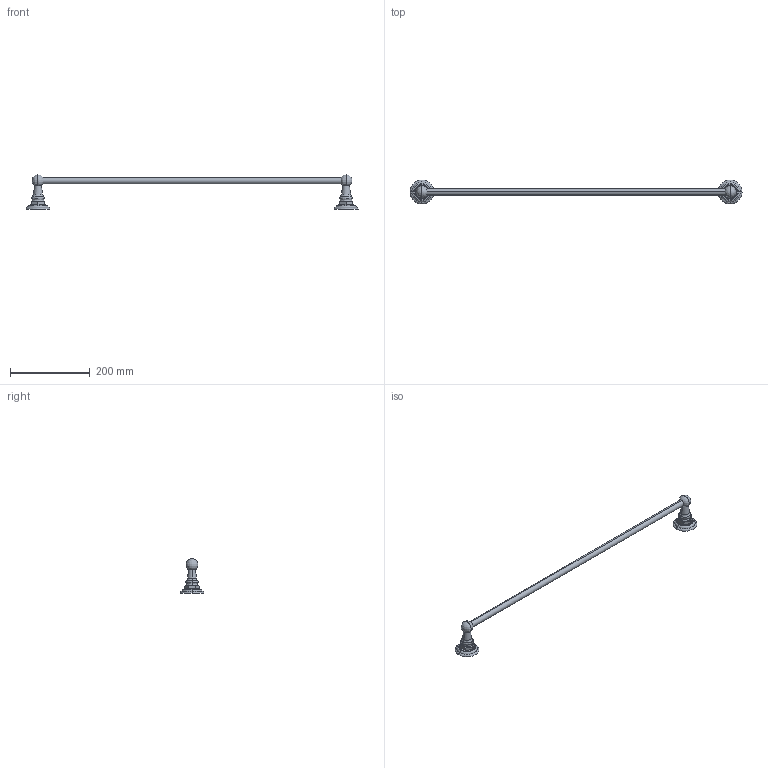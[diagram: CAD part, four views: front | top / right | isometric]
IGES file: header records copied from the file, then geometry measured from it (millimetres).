
Start section:  PTC IGES file: 13-03_sw0001.igs
Global section: file name: 13-03_sw0001.igs; native system: Pro/ENGINEER by Parametric Technology Corporation; preprocessor: 2009300; author: rathishkumar; organization: Unknown; date: 20100611.142935; units: inch
Bounding box: 833.74 x 59.94 x 86.77 mm (x, y, z)
Surface area: 69799.2 mm2 (no closed solid volume)
Topology: 0 solids, 0 shells, 70 faces, 318 edges, 314 vertices
Faces by surface type: revolution 38, bspline 32
